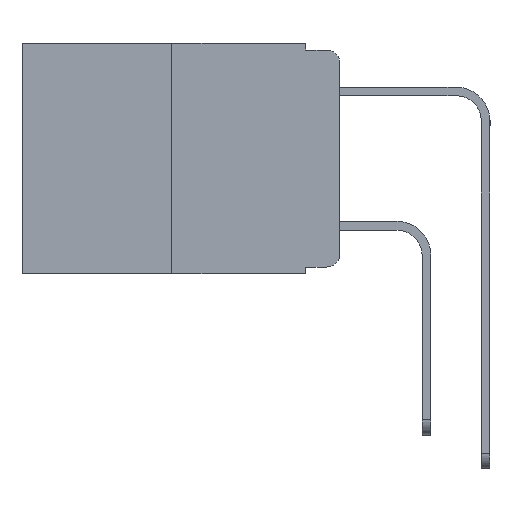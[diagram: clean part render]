
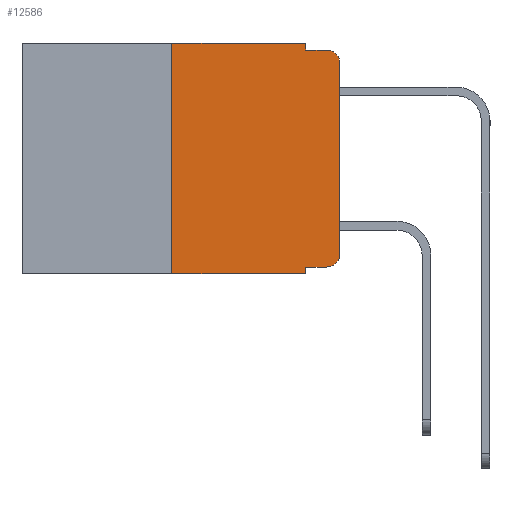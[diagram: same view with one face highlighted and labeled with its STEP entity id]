
A CAD part, left-side view. The second image highlights one B-rep face of the part: STEP entity #12586.
In plain terms, the highlighted planar face has unit normal (-1, 0, 0).
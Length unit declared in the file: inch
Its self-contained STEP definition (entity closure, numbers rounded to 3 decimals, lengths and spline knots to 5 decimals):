
#211 = VECTOR ( 'NONE', #12726, 39.37008 ) ;
#757 = CARTESIAN_POINT ( 'NONE',  ( 0., 0.051, -0.01 ) ) ;
#779 = VECTOR ( 'NONE', #8237, 39.37008 ) ;
#896 = EDGE_LOOP ( 'NONE', ( #6286, #7618, #5338, #4995, #4197, #2218, #983, #5765, #9932, #2174 ) ) ;
#983 = ORIENTED_EDGE ( 'NONE', *, *, #10875, .T. ) ;
#1304 = CARTESIAN_POINT ( 'NONE',  ( 0., 0.25, 0. ) ) ;
#1411 = CARTESIAN_POINT ( 'NONE',  ( 0., 0.02, -0.03 ) ) ;
#1521 = VERTEX_POINT ( 'NONE', #4935 ) ;
#1533 = CARTESIAN_POINT ( 'NONE',  ( 0., 0.473, -0.343 ) ) ;
#1545 = CARTESIAN_POINT ( 'NONE',  ( 0., 0.02, -0.313 ) ) ;
#1623 = EDGE_CURVE ( 'NONE', #1521, #7058, #6239, .T. ) ;
#1639 = VERTEX_POINT ( 'NONE', #12224 ) ;
#2174 = ORIENTED_EDGE ( 'NONE', *, *, #9368, .T. ) ;
#2218 = ORIENTED_EDGE ( 'NONE', *, *, #12553, .F. ) ;
#2468 = VECTOR ( 'NONE', #6918, 39.37008 ) ;
#2524 = VERTEX_POINT ( 'NONE', #5300 ) ;
#2579 = DIRECTION ( 'NONE',  ( 1., 0., 0. ) ) ;
#2676 = DIRECTION ( 'NONE',  ( 0., 0., -1. ) ) ;
#2796 = DIRECTION ( 'NONE',  ( 0., 0., -1. ) ) ;
#2939 = CARTESIAN_POINT ( 'NONE',  ( 0., 0.051, -0.343 ) ) ;
#2975 = AXIS2_PLACEMENT_3D ( 'NONE', #1411, #10032, #2676 ) ;
#2979 = CARTESIAN_POINT ( 'NONE',  ( 0., 0.051, 0. ) ) ;
#3030 = VECTOR ( 'NONE', #4252, 39.37008 ) ;
#3271 = VECTOR ( 'NONE', #6241, 39.37008 ) ;
#3384 = LINE ( 'NONE', #757, #779 ) ;
#3533 = DIRECTION ( 'NONE',  ( 0., 0., -1. ) ) ;
#3654 = LINE ( 'NONE', #1533, #211 ) ;
#3739 = CARTESIAN_POINT ( 'NONE',  ( 0., 0.25, 0. ) ) ;
#3777 = VECTOR ( 'NONE', #13472, 39.37008 ) ;
#4197 = ORIENTED_EDGE ( 'NONE', *, *, #7392, .F. ) ;
#4252 = DIRECTION ( 'NONE',  ( 0., 0., -1. ) ) ;
#4866 = CARTESIAN_POINT ( 'NONE',  ( 0., 0.25, -0.343 ) ) ;
#4935 = CARTESIAN_POINT ( 'NONE',  ( 0., 0., -0.313 ) ) ;
#4995 = ORIENTED_EDGE ( 'NONE', *, *, #14117, .F. ) ;
#5126 = VERTEX_POINT ( 'NONE', #14192 ) ;
#5300 = CARTESIAN_POINT ( 'NONE',  ( 0., 0.02, -0.333 ) ) ;
#5338 = ORIENTED_EDGE ( 'NONE', *, *, #14900, .F. ) ;
#5567 = LINE ( 'NONE', #2979, #3030 ) ;
#5765 = ORIENTED_EDGE ( 'NONE', *, *, #11747, .F. ) ;
#5796 = LINE ( 'NONE', #14054, #2468 ) ;
#5984 = VERTEX_POINT ( 'NONE', #4866 ) ;
#6239 = LINE ( 'NONE', #7273, #8695 ) ;
#6241 = DIRECTION ( 'NONE',  ( 0., 0., 1. ) ) ;
#6286 = ORIENTED_EDGE ( 'NONE', *, *, #1623, .T. ) ;
#6396 = AXIS2_PLACEMENT_3D ( 'NONE', #12262, #2579, #11139 ) ;
#6588 = LINE ( 'NONE', #3739, #3271 ) ;
#6918 = DIRECTION ( 'NONE',  ( 0., -1., 0. ) ) ;
#7058 = VERTEX_POINT ( 'NONE', #9344 ) ;
#7273 = CARTESIAN_POINT ( 'NONE',  ( 0., 0., 0. ) ) ;
#7392 = EDGE_CURVE ( 'NONE', #14543, #5126, #13401, .T. ) ;
#7490 = CARTESIAN_POINT ( 'NONE',  ( 0., 0.473, 0. ) ) ;
#7618 = ORIENTED_EDGE ( 'NONE', *, *, #15676, .T. ) ;
#8237 = DIRECTION ( 'NONE',  ( 0., -1., 0. ) ) ;
#8335 = CARTESIAN_POINT ( 'NONE',  ( 0., 0.051, -0.333 ) ) ;
#8604 = LINE ( 'NONE', #10832, #14523 ) ;
#8695 = VECTOR ( 'NONE', #10679, 39.37008 ) ;
#9206 = CARTESIAN_POINT ( 'NONE',  ( 0., 0.051, -0.01 ) ) ;
#9344 = CARTESIAN_POINT ( 'NONE',  ( 0., 0., -0.03 ) ) ;
#9368 = EDGE_CURVE ( 'NONE', #2524, #1521, #13894, .T. ) ;
#9815 = FACE_OUTER_BOUND ( 'NONE', #896, .T. ) ;
#9932 = ORIENTED_EDGE ( 'NONE', *, *, #10969, .T. ) ;
#10032 = DIRECTION ( 'NONE',  ( -1., 0., 0. ) ) ;
#10142 = DIRECTION ( 'NONE',  ( -1., 0., 0. ) ) ;
#10679 = DIRECTION ( 'NONE',  ( 0., 0., 1. ) ) ;
#10832 = CARTESIAN_POINT ( 'NONE',  ( 0., 0.051, 0. ) ) ;
#10875 = EDGE_CURVE ( 'NONE', #5984, #13400, #3654, .T. ) ;
#10969 = EDGE_CURVE ( 'NONE', #13018, #2524, #5796, .T. ) ;
#11081 = PLANE ( 'NONE',  #6396 ) ;
#11139 = DIRECTION ( 'NONE',  ( 0., 0., -1. ) ) ;
#11727 = CIRCLE ( 'NONE', #2975, 0.02 ) ;
#11747 = EDGE_CURVE ( 'NONE', #13018, #13400, #8604, .T. ) ;
#12224 = CARTESIAN_POINT ( 'NONE',  ( 0., 0.02, -0.01 ) ) ;
#12262 = CARTESIAN_POINT ( 'NONE',  ( 0., 0.473, 0. ) ) ;
#12553 = EDGE_CURVE ( 'NONE', #5984, #14543, #6588, .T. ) ;
#12586 = ADVANCED_FACE ( 'NONE', ( #9815 ), #11081, .F. ) ;
#12726 = DIRECTION ( 'NONE',  ( 0., -1., 0. ) ) ;
#13018 = VERTEX_POINT ( 'NONE', #8335 ) ;
#13400 = VERTEX_POINT ( 'NONE', #2939 ) ;
#13401 = LINE ( 'NONE', #7490, #3777 ) ;
#13452 = AXIS2_PLACEMENT_3D ( 'NONE', #1545, #10142, #2796 ) ;
#13472 = DIRECTION ( 'NONE',  ( 0., -1., 0. ) ) ;
#13894 = CIRCLE ( 'NONE', #13452, 0.02 ) ;
#14054 = CARTESIAN_POINT ( 'NONE',  ( 0., 0.051, -0.333 ) ) ;
#14117 = EDGE_CURVE ( 'NONE', #5126, #14791, #5567, .T. ) ;
#14192 = CARTESIAN_POINT ( 'NONE',  ( 0., 0.051, 0. ) ) ;
#14523 = VECTOR ( 'NONE', #3533, 39.37008 ) ;
#14543 = VERTEX_POINT ( 'NONE', #1304 ) ;
#14791 = VERTEX_POINT ( 'NONE', #9206 ) ;
#14900 = EDGE_CURVE ( 'NONE', #14791, #1639, #3384, .T. ) ;
#15676 = EDGE_CURVE ( 'NONE', #7058, #1639, #11727, .T. ) ;
